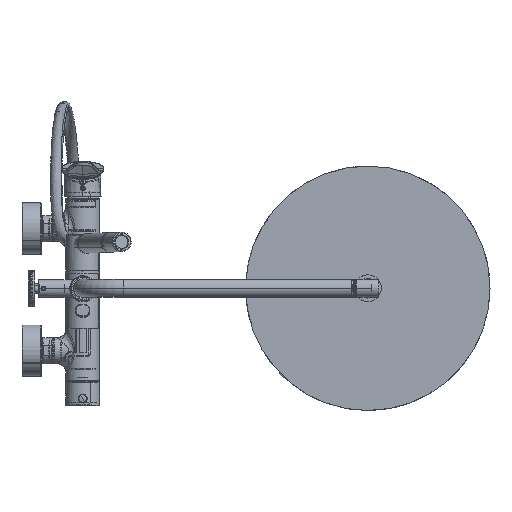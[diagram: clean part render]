
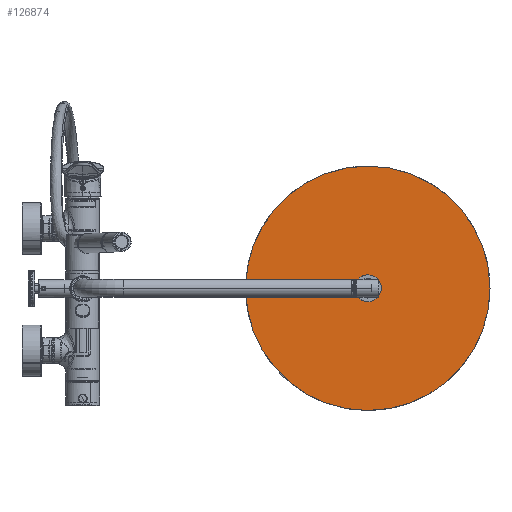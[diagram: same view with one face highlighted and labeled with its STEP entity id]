
A CAD part, top view. The second image highlights one B-rep face of the part: STEP entity #126874.
In plain terms, the highlighted planar face has unit normal (0, 0, 1).
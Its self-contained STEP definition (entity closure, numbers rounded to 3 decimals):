
#126791=CARTESIAN_POINT('Axis2P3D Location',(350.,0.,628.173)) ;
#126796=CARTESIAN_POINT('Axis2P3D Location',(350.,0.,628.173)) ;
#126800=CARTESIAN_POINT('Vertex',(350.,-150.,628.173)) ;
#126802=CARTESIAN_POINT('Vertex',(350.,150.,628.173)) ;
#126805=CARTESIAN_POINT('Axis2P3D Location',(350.,0.,628.173)) ;
#126815=CARTESIAN_POINT('Control Point',(350.,-16.5,628.173)) ;
#126816=CARTESIAN_POINT('Control Point',(348.408,-16.5,628.173)) ;
#126817=CARTESIAN_POINT('Control Point',(346.816,-16.308,628.173)) ;
#126818=CARTESIAN_POINT('Control Point',(345.255,-15.924,628.173)) ;
#126819=CARTESIAN_POINT('Control Point',(342.256,-14.787,628.173)) ;
#126820=CARTESIAN_POINT('Control Point',(339.614,-12.97,628.173)) ;
#126821=CARTESIAN_POINT('Control Point',(338.409,-11.905,628.173)) ;
#126822=CARTESIAN_POINT('Control Point',(336.28,-9.507,628.173)) ;
#126823=CARTESIAN_POINT('Control Point',(334.782,-6.671,628.173)) ;
#126824=CARTESIAN_POINT('Control Point',(334.209,-5.169,628.173)) ;
#126825=CARTESIAN_POINT('Control Point',(333.435,-2.057,628.173)) ;
#126826=CARTESIAN_POINT('Control Point',(333.424,1.15,628.173)) ;
#126827=CARTESIAN_POINT('Control Point',(333.613,2.747,628.173)) ;
#126828=CARTESIAN_POINT('Control Point',(334.371,5.863,628.173)) ;
#126829=CARTESIAN_POINT('Control Point',(335.849,8.709,628.173)) ;
#126830=CARTESIAN_POINT('Control Point',(336.757,10.036,628.173)) ;
#126831=CARTESIAN_POINT('Control Point',(338.875,12.444,628.173)) ;
#126832=CARTESIAN_POINT('Control Point',(341.504,14.28,628.173)) ;
#126833=CARTESIAN_POINT('Control Point',(342.924,15.034,628.173)) ;
#126834=CARTESIAN_POINT('Control Point',(345.187,15.904,628.173)) ;
#126835=CARTESIAN_POINT('Control Point',(347.558,16.349,628.173)) ;
#126836=CARTESIAN_POINT('Control Point',(348.369,16.45,628.173)) ;
#126837=CARTESIAN_POINT('Control Point',(349.185,16.5,628.173)) ;
#126838=CARTESIAN_POINT('Control Point',(350.,16.5,628.173)) ;
#126839=CARTESIAN_POINT('Vertex',(350.,-16.5,628.173)) ;
#126841=CARTESIAN_POINT('Vertex',(350.,16.5,628.173)) ;
#126845=CARTESIAN_POINT('Control Point',(350.,16.5,628.173)) ;
#126846=CARTESIAN_POINT('Control Point',(351.592,16.5,628.173)) ;
#126847=CARTESIAN_POINT('Control Point',(353.184,16.308,628.173)) ;
#126848=CARTESIAN_POINT('Control Point',(354.745,15.924,628.173)) ;
#126849=CARTESIAN_POINT('Control Point',(357.744,14.787,628.173)) ;
#126850=CARTESIAN_POINT('Control Point',(360.386,12.97,628.173)) ;
#126851=CARTESIAN_POINT('Control Point',(361.591,11.905,628.173)) ;
#126852=CARTESIAN_POINT('Control Point',(363.72,9.507,628.173)) ;
#126853=CARTESIAN_POINT('Control Point',(365.218,6.671,628.173)) ;
#126854=CARTESIAN_POINT('Control Point',(365.791,5.169,628.173)) ;
#126855=CARTESIAN_POINT('Control Point',(366.565,2.057,628.173)) ;
#126856=CARTESIAN_POINT('Control Point',(366.576,-1.15,628.173)) ;
#126857=CARTESIAN_POINT('Control Point',(366.387,-2.747,628.173)) ;
#126858=CARTESIAN_POINT('Control Point',(365.629,-5.863,628.173)) ;
#126859=CARTESIAN_POINT('Control Point',(364.151,-8.709,628.173)) ;
#126860=CARTESIAN_POINT('Control Point',(363.243,-10.036,628.173)) ;
#126861=CARTESIAN_POINT('Control Point',(361.125,-12.444,628.173)) ;
#126862=CARTESIAN_POINT('Control Point',(358.496,-14.28,628.173)) ;
#126863=CARTESIAN_POINT('Control Point',(357.076,-15.034,628.173)) ;
#126864=CARTESIAN_POINT('Control Point',(354.813,-15.904,628.173)) ;
#126865=CARTESIAN_POINT('Control Point',(352.442,-16.349,628.173)) ;
#126866=CARTESIAN_POINT('Control Point',(351.631,-16.45,628.173)) ;
#126867=CARTESIAN_POINT('Control Point',(350.815,-16.5,628.173)) ;
#126868=CARTESIAN_POINT('Control Point',(350.,-16.5,628.173)) ;
#126792=DIRECTION('Axis2P3D Direction',(0.,0.,1.)) ;
#126793=DIRECTION('Axis2P3D XDirection',(0.,-1.,0.)) ;
#126797=DIRECTION('Axis2P3D Direction',(0.,0.,1.)) ;
#126806=DIRECTION('Axis2P3D Direction',(0.,0.,1.)) ;
#126794=AXIS2_PLACEMENT_3D('Plane Axis2P3D',#126791,#126792,#126793) ;
#126798=AXIS2_PLACEMENT_3D('Circle Axis2P3D',#126796,#126797,$) ;
#126807=AXIS2_PLACEMENT_3D('Circle Axis2P3D',#126805,#126806,$) ;
#126799=CIRCLE('generated circle',#126798,150.) ;
#126808=CIRCLE('generated circle',#126807,150.) ;
#126795=PLANE('',#126794) ;
#126873=FACE_BOUND('',#126870,.T.) ;
#126804=EDGE_CURVE('',#126801,#126803,#126799,.T.) ;
#126809=EDGE_CURVE('',#126803,#126801,#126808,.T.) ;
#126843=EDGE_CURVE('',#126840,#126842,#126814,.T.) ;
#126869=EDGE_CURVE('',#126842,#126840,#126844,.T.) ;
#126811=ORIENTED_EDGE('',*,*,#126804,.T.) ;
#126812=ORIENTED_EDGE('',*,*,#126809,.T.) ;
#126871=ORIENTED_EDGE('',*,*,#126843,.T.) ;
#126872=ORIENTED_EDGE('',*,*,#126869,.T.) ;
#126810=EDGE_LOOP('',(#126811,#126812)) ;
#126870=EDGE_LOOP('',(#126871,#126872)) ;
#126801=VERTEX_POINT('',#126800) ;
#126803=VERTEX_POINT('',#126802) ;
#126840=VERTEX_POINT('',#126839) ;
#126842=VERTEX_POINT('',#126841) ;
#126874=ADVANCED_FACE('Product2_AllCATPart.1\\P97859.1\\25\\MANIFOLD_SOLID_BREP #15024',(#126813,#126873),#126795,.T.) ;
#126814=B_SPLINE_CURVE_WITH_KNOTS('',5,(#126815,#126816,#126817,#126818,#126819,#126820,#126821,#126822,#126823,#126824,#126825,#126826,#126827,#126828,#126829,#126830,#126831,#126832,#126833,#126834,#126835,#126836,#126837,#126838),.UNSPECIFIED.,.F.,.U.,(6,3,3,3,3,3,3,6),(0.,11.257,22.514,33.771,45.028,56.284,67.541,73.307),.UNSPECIFIED.) ;
#126844=B_SPLINE_CURVE_WITH_KNOTS('',5,(#126845,#126846,#126847,#126848,#126849,#126850,#126851,#126852,#126853,#126854,#126855,#126856,#126857,#126858,#126859,#126860,#126861,#126862,#126863,#126864,#126865,#126866,#126867,#126868),.UNSPECIFIED.,.F.,.U.,(6,3,3,3,3,3,3,6),(0.,11.257,22.514,33.771,45.028,56.284,67.541,73.307),.UNSPECIFIED.) ;
#126813=FACE_OUTER_BOUND('',#126810,.T.) ;
